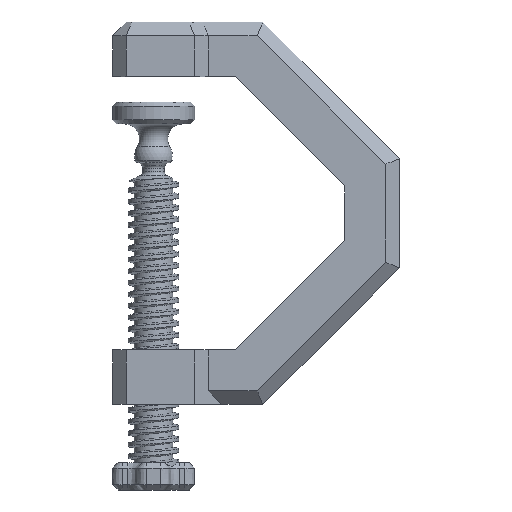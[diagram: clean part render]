
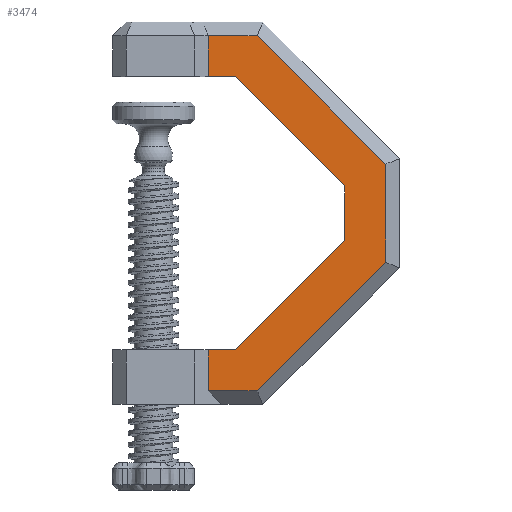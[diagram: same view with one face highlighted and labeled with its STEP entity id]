
A CAD part, front view. The second image highlights one B-rep face of the part: STEP entity #3474.
In plain terms, the highlighted planar face has unit normal (0, -1, 0).
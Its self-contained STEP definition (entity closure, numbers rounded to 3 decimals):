
#262=LINE('',#14028,#529);
#301=LINE('',#14106,#568);
#304=LINE('',#14112,#571);
#307=LINE('',#14118,#574);
#309=LINE('',#14122,#576);
#330=LINE('',#14283,#597);
#331=LINE('',#14285,#598);
#332=LINE('',#14287,#599);
#333=LINE('',#14289,#600);
#334=LINE('',#14291,#601);
#335=LINE('',#14293,#602);
#336=LINE('',#14294,#603);
#529=VECTOR('',#4195,10.);
#568=VECTOR('',#4260,10.);
#571=VECTOR('',#4265,10.);
#574=VECTOR('',#4270,10.);
#576=VECTOR('',#4274,10.);
#597=VECTOR('',#4309,10.);
#598=VECTOR('',#4310,10.);
#599=VECTOR('',#4311,10.);
#600=VECTOR('',#4312,10.);
#601=VECTOR('',#4313,10.);
#602=VECTOR('',#4314,10.);
#603=VECTOR('',#4315,10.);
#704=PLANE('',#3700);
#908=FACE_OUTER_BOUND('',#1111,.T.);
#1111=EDGE_LOOP('',(#3113,#3114,#3115,#3116,#3117,#3118,#3119,#3120,#3121,
#3122,#3123,#3124));
#1643=VERTEX_POINT('',#14025);
#1644=VERTEX_POINT('',#14027);
#1670=VERTEX_POINT('',#14105);
#1672=VERTEX_POINT('',#14111);
#1674=VERTEX_POINT('',#14117);
#1675=VERTEX_POINT('',#14121);
#1689=VERTEX_POINT('',#14282);
#1690=VERTEX_POINT('',#14284);
#1691=VERTEX_POINT('',#14286);
#1692=VERTEX_POINT('',#14288);
#1693=VERTEX_POINT('',#14290);
#1694=VERTEX_POINT('',#14292);
#2110=EDGE_CURVE('',#1643,#1644,#262,.T.);
#2149=EDGE_CURVE('',#1644,#1670,#301,.T.);
#2152=EDGE_CURVE('',#1670,#1672,#304,.T.);
#2155=EDGE_CURVE('',#1672,#1674,#307,.T.);
#2157=EDGE_CURVE('',#1674,#1675,#309,.T.);
#2180=EDGE_CURVE('',#1689,#1643,#330,.T.);
#2181=EDGE_CURVE('',#1689,#1690,#331,.T.);
#2182=EDGE_CURVE('',#1691,#1690,#332,.T.);
#2183=EDGE_CURVE('',#1691,#1692,#333,.T.);
#2184=EDGE_CURVE('',#1693,#1692,#334,.T.);
#2185=EDGE_CURVE('',#1693,#1694,#335,.T.);
#2186=EDGE_CURVE('',#1675,#1694,#336,.T.);
#3113=ORIENTED_EDGE('',*,*,#2110,.F.);
#3114=ORIENTED_EDGE('',*,*,#2180,.F.);
#3115=ORIENTED_EDGE('',*,*,#2181,.T.);
#3116=ORIENTED_EDGE('',*,*,#2182,.F.);
#3117=ORIENTED_EDGE('',*,*,#2183,.T.);
#3118=ORIENTED_EDGE('',*,*,#2184,.F.);
#3119=ORIENTED_EDGE('',*,*,#2185,.T.);
#3120=ORIENTED_EDGE('',*,*,#2186,.F.);
#3121=ORIENTED_EDGE('',*,*,#2157,.F.);
#3122=ORIENTED_EDGE('',*,*,#2155,.F.);
#3123=ORIENTED_EDGE('',*,*,#2152,.F.);
#3124=ORIENTED_EDGE('',*,*,#2149,.F.);
#3474=ADVANCED_FACE('',(#908),#704,.T.);
#3700=AXIS2_PLACEMENT_3D('',#14281,#4307,#4308);
#4195=DIRECTION('',(1.,0.,0.));
#4260=DIRECTION('',(0.707,0.,-0.707));
#4265=DIRECTION('',(0.,0.,-1.));
#4270=DIRECTION('',(-0.707,0.,-0.707));
#4274=DIRECTION('',(-1.,0.,0.));
#4307=DIRECTION('center_axis',(0.,-1.,0.));
#4308=DIRECTION('ref_axis',(0.,0.,-1.));
#4309=DIRECTION('',(0.,0.,1.));
#4310=DIRECTION('',(1.,0.,0.));
#4311=DIRECTION('',(-0.707,0.,0.707));
#4312=DIRECTION('',(0.,0.,-1.));
#4313=DIRECTION('',(0.707,0.,0.707));
#4314=DIRECTION('',(-1.,0.,0.));
#4315=DIRECTION('',(0.,0.,1.));
#14025=CARTESIAN_POINT('',(-70.,-10.,65.));
#14027=CARTESIAN_POINT('',(-52.071,-10.,65.));
#14028=CARTESIAN_POINT('',(-67.5,-10.,65.));
#14105=CARTESIAN_POINT('',(-5.,-10.,17.929));
#14106=CARTESIAN_POINT('',(-22.286,-10.,35.214));
#14111=CARTESIAN_POINT('',(-5.,-10.,-17.929));
#14112=CARTESIAN_POINT('',(-5.,-10.,35.));
#14117=CARTESIAN_POINT('',(-52.071,-10.,-65.));
#14118=CARTESIAN_POINT('',(-22.286,-10.,-35.214));
#14121=CARTESIAN_POINT('',(-70.,-10.,-65.));
#14122=CARTESIAN_POINT('',(-22.5,-10.,-65.));
#14281=CARTESIAN_POINT('Origin',(-45.,-10.,0.));
#14282=CARTESIAN_POINT('',(-70.,-10.,50.));
#14283=CARTESIAN_POINT('',(-70.,-10.,35.));
#14284=CARTESIAN_POINT('',(-60.,-10.,50.));
#14285=CARTESIAN_POINT('',(0.,-10.,50.));
#14286=CARTESIAN_POINT('',(-20.,-10.,10.));
#14287=CARTESIAN_POINT('',(-33.75,-10.,23.75));
#14288=CARTESIAN_POINT('',(-20.,-10.,-10.));
#14289=CARTESIAN_POINT('',(-20.,-10.,50.));
#14290=CARTESIAN_POINT('',(-60.,-10.,-50.));
#14291=CARTESIAN_POINT('',(-33.75,-10.,-23.75));
#14292=CARTESIAN_POINT('',(-70.,-10.,-50.));
#14293=CARTESIAN_POINT('',(0.,-10.,-50.));
#14294=CARTESIAN_POINT('',(-70.,-10.,-35.));
